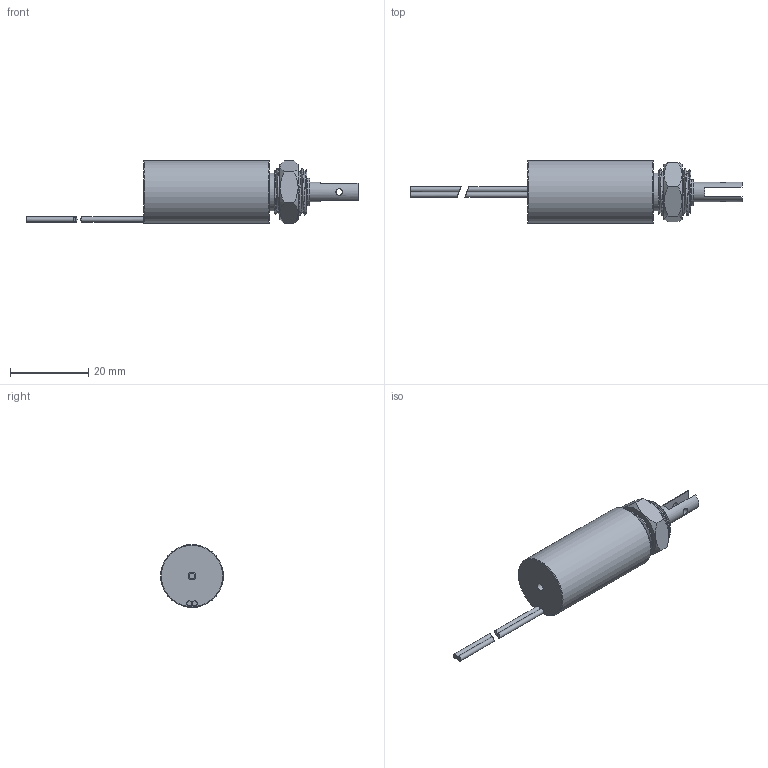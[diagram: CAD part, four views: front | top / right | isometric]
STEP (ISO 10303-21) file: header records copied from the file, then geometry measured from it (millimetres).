
FILE_DESCRIPTION( ( 'Unknown' ), '1' );
FILE_NAME( 'T1632L.stp', 'Unknown', ( 'Unknown' ), ( 'Unknown' ), 'PSStep 17.0.49', 'Unknown', ' ' );
FILE_SCHEMA( ( 'AUTOMOTIVE_DESIGN { 1 0 10303 214 1 1 1 1 }' ) );
Length unit declared in the file: millimetre
Products named in the file (7): Assem1; T1632L; T1632L-2; Nut UNF 7-16; E-ring 4,4mm
Assembly tree (6 placements, depth 2):
  Assem1
    T1632L
    T1632L
    T1632L
    T1632L-2
    Nut UNF 7-16
    E-ring 4,4mm
Bounding box: 84.61 x 16 x 16 mm (x, y, z)
Volume: 7784.8 mm3; surface area: 4837 mm2
Topology: 6 solids, 6 shells, 77 faces, 175 edges, 117 vertices
Faces by surface type: plane 35, cylinder 27, cone 7, bspline 6, torus 2
Full cylindrical faces by diameter (mm): 1.3 x4, 1.65 x2, 2 x1, 4.4 x1, 5 x3, 9.6 x1, 16 x1
Entity records: 4905 total; most frequent: CARTESIAN_POINT 2589, DIRECTION 328, ORIENTED_EDGE 298, EDGE_CURVE 149, AXIS2_PLACEMENT_3D 142, EDGE_LOOP 112, VERTEX_POINT 111, FACE_OUTER_BOUND 92
